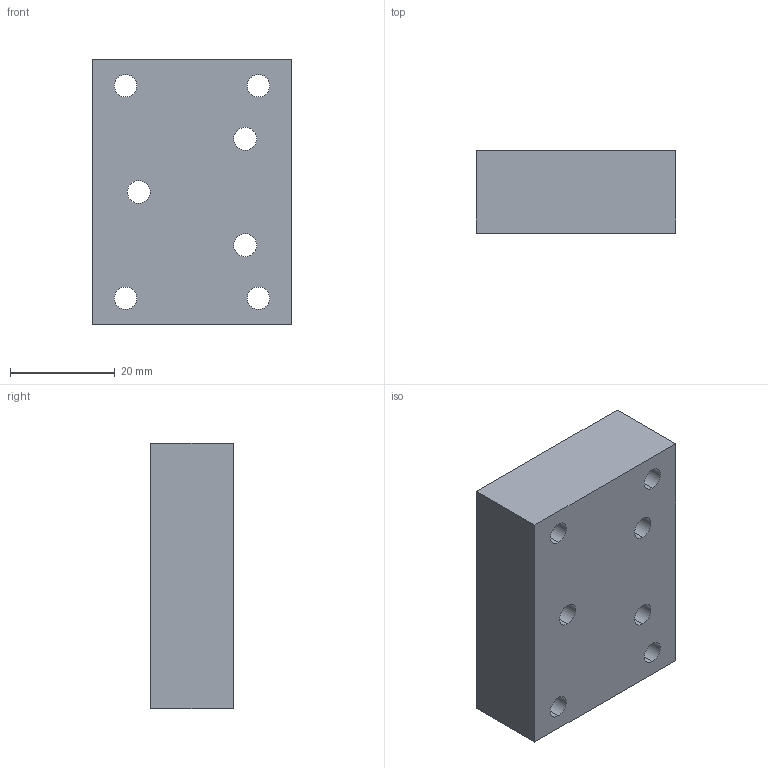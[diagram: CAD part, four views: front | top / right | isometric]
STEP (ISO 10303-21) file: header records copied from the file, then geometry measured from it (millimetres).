
FILE_DESCRIPTION (( 'STEP AP203' ), '1' );
FILE_NAME ('D0902539-v2_aLIGO_SUS_HSTS_WIRE CLAMP BLOCK, HSTS LOWER WIRE JIG.STEP', '2010-09-02T14:25:58', ( 'Dwayne Giardina' ), ( 'CA Institute of Technology' ), 'SwSTEP 2.0', 'SolidWorks 2010', '' );
FILE_SCHEMA (( 'CONFIG_CONTROL_DESIGN' ));
Length unit declared in the file: inch
Products named in the file (1): D0902539-v2_aLIGO_SUS_HSTS_WIRE CLAMP BLOCK, HSTS LOWER WIRE JIG
Bounding box: 38.1 x 15.81 x 50.8 mm (x, y, z)
Volume: 28962.8 mm3; surface area: 7985 mm2
Topology: 1 solids, 1 shells, 20 faces, 54 edges, 36 vertices
Faces by surface type: cylinder 14, plane 6
Entity records: 753 total; most frequent: DIRECTION 124, CARTESIAN_POINT 111, ORIENTED_EDGE 108, EDGE_CURVE 54, AXIS2_PLACEMENT_3D 49, VERTEX_POINT 36, EDGE_LOOP 34, CIRCLE 28
